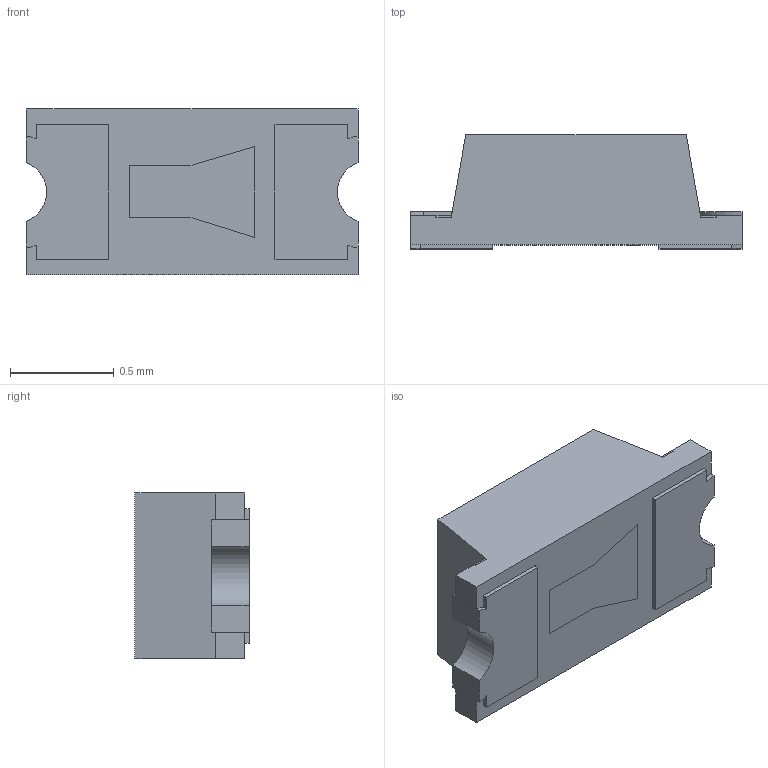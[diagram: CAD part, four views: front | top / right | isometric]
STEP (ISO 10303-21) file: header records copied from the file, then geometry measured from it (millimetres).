
FILE_DESCRIPTION(('FreeCAD Model'),'2;1');
FILE_NAME('0603_LED.step', '2021-04-08T13:30:59',('Author'),(''), 'Open CASCADE STEP processor 7.3','FreeCAD','Unknown');
FILE_SCHEMA(('AUTOMOTIVE_DESIGN { 1 0 10303 214 1 1 1 1 }'));
Length unit declared in the file: millimetre
Products named in the file (1): SML-D12FWT86
Bounding box: 1.6 x 0.55 x 0.8 mm (x, y, z)
Volume: 0.5 mm3; surface area: 6.7 mm2
Topology: 8 solids, 8 shells, 111 faces, 846 edges, 2444 vertices
Faces by surface type: plane 99, cylinder 12
Entity records: 13523 total; most frequent: CARTESIAN_POINT 4086, DIRECTION 1716, LINE 1274, VECTOR 1274, GEOMETRIC_CURVE_SET 565, ORIENTED_EDGE 564, PCURVE 564, DEFINITIONAL_REPRESENTATION 564
